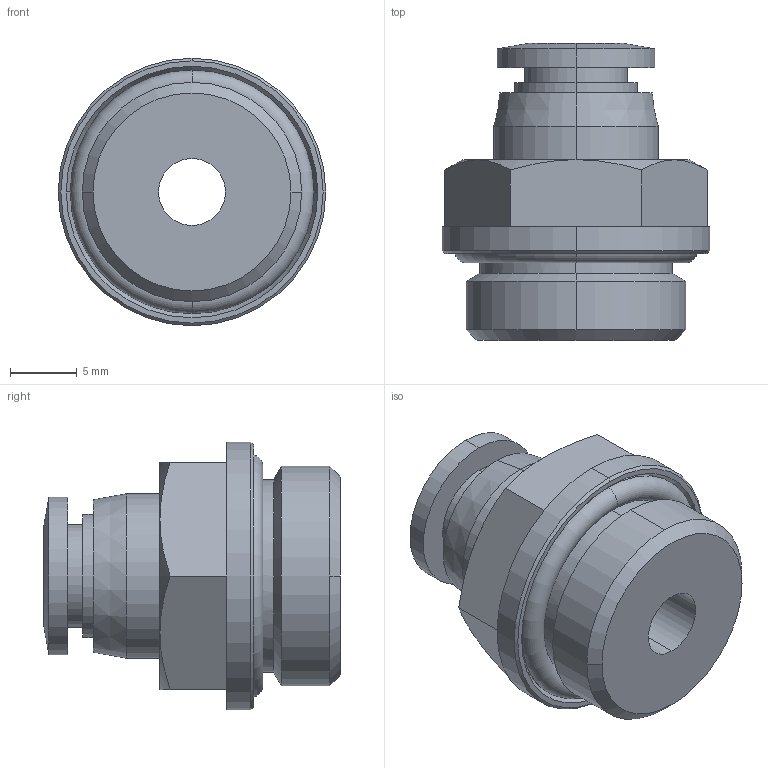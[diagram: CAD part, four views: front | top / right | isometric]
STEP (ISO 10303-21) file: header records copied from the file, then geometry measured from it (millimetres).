
FILE_DESCRIPTION (( 'STEP AP214' ), '1' );
FILE_NAME ('MS6M-38G.step', '2019-07-30T13:19:30', ( '' ), ( '' ), 'SwSTEP 2.0', 'SolidWorks 2018', '' );
FILE_SCHEMA (( 'AUTOMOTIVE_DESIGN' ));
Length unit declared in the file: inch
Products named in the file (1): MS6M-38G
Bounding box: 20 x 22.2 x 20 mm (x, y, z)
Volume: 3429.7 mm3; surface area: 2556.1 mm2
Topology: 2 solids, 2 shells, 59 faces, 124 edges, 76 vertices
Faces by surface type: cylinder 18, cone 18, plane 16, torus 6, bspline 1
Entity records: 1953 total; most frequent: CARTESIAN_POINT 611, DIRECTION 288, ORIENTED_EDGE 248, EDGE_CURVE 124, AXIS2_PLACEMENT_3D 123, VERTEX_POINT 76, EDGE_LOOP 70, CIRCLE 64
